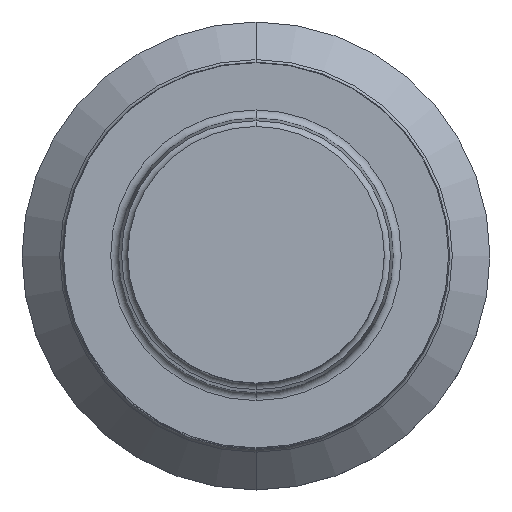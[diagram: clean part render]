
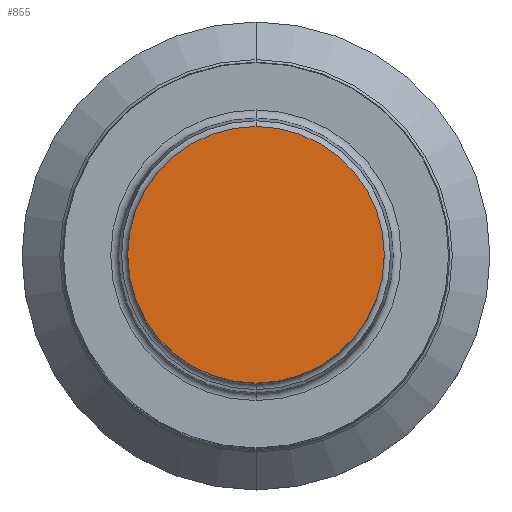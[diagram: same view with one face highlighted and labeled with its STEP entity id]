
A CAD part, top view. The second image highlights one B-rep face of the part: STEP entity #855.
In plain terms, the highlighted face is planar.
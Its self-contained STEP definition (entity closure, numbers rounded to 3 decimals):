
#400=CARTESIAN_POINT('',(0.,0.,-6.65));
#401=DIRECTION('',(0.,0.,-1.));
#402=DIRECTION('',(0.,1.,0.));
#403=AXIS2_PLACEMENT_3D('',#400,#401,#402);
#422=CARTESIAN_POINT('',(0.,0.,-6.65));
#423=DIRECTION('',(0.,0.,1.));
#424=DIRECTION('',(0.,1.,0.));
#425=AXIS2_PLACEMENT_3D('',#422,#423,#424);
#618=CARTESIAN_POINT('',(0.,3.18,-6.65));
#620=VERTEX_POINT('',#618);
#634=CARTESIAN_POINT('',(0.,-3.18,-6.65));
#636=VERTEX_POINT('',#634);
#846=CARTESIAN_POINT('',(0.,0.,-6.65));
#847=DIRECTION('',(0.,0.,-1.));
#848=DIRECTION('',(0.,-1.,0.));
#849=AXIS2_PLACEMENT_3D('',#846,#847,#848);
#850=PLANE('',#849);
#851=ORIENTED_EDGE('',*,*,#675,.T.);
#852=ORIENTED_EDGE('',*,*,#657,.F.);
#853=EDGE_LOOP('',(#851,#852));
#854=FACE_OUTER_BOUND('',#853,.F.);
#855=ADVANCED_FACE('',(#854),#850,.T.);
#404=CIRCLE('',#403,3.18);
#426=CIRCLE('',#425,3.18);
#657=EDGE_CURVE('',#620,#636,#404,.T.);
#675=EDGE_CURVE('',#620,#636,#426,.T.);
